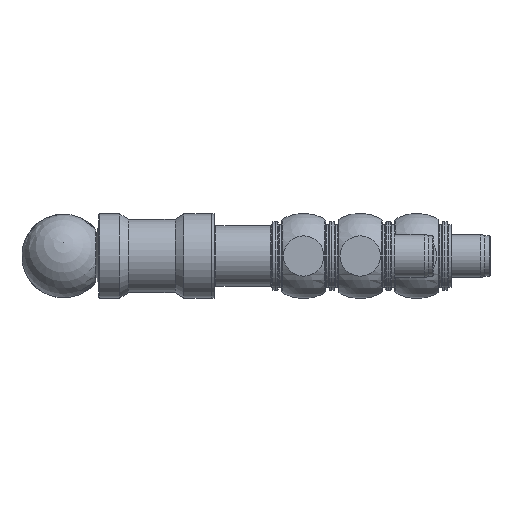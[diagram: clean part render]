
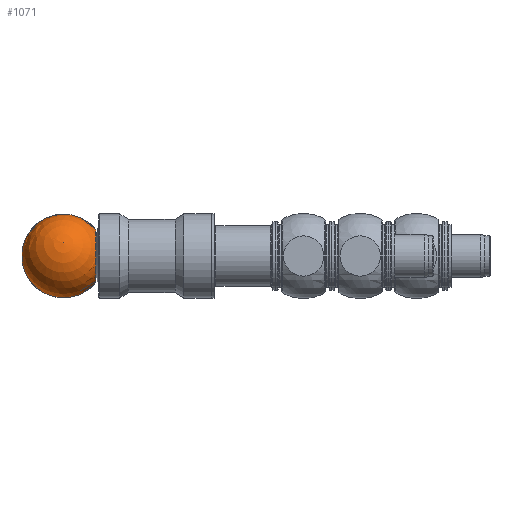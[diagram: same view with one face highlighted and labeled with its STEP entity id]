
A CAD part, left-side view. The second image highlights one B-rep face of the part: STEP entity #1071.
In plain terms, the highlighted spherical face has radius 72.5 mm.
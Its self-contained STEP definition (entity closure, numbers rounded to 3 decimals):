
#357=SPHERICAL_SURFACE('',#1200,72.5);
#452=FACE_BOUND('',#632,.T.);
#632=EDGE_LOOP('',(#962));
#717=CIRCLE('',#1201,46.648);
#783=VERTEX_POINT('',#1923);
#849=EDGE_CURVE('',#783,#783,#717,.T.);
#962=ORIENTED_EDGE('',*,*,#849,.F.);
#1071=ADVANCED_FACE('',(#452),#357,.T.);
#1200=AXIS2_PLACEMENT_3D('',#1922,#1526,#1527);
#1201=AXIS2_PLACEMENT_3D('',#1924,#1528,#1529);
#1526=DIRECTION('center_axis',(0.,0.,1.));
#1527=DIRECTION('ref_axis',(1.,0.,0.));
#1528=DIRECTION('center_axis',(0.,-1.,0.));
#1529=DIRECTION('ref_axis',(1.,0.,0.));
#1922=CARTESIAN_POINT('Origin',(150.,266.5,0.));
#1923=CARTESIAN_POINT('',(196.648,211.,0.));
#1924=CARTESIAN_POINT('Origin',(150.,211.,0.));
